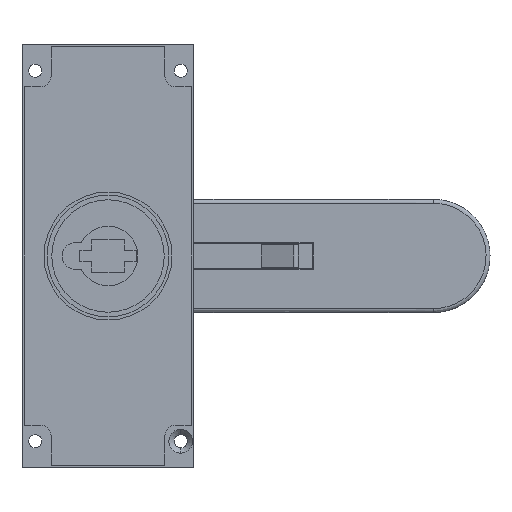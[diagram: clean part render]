
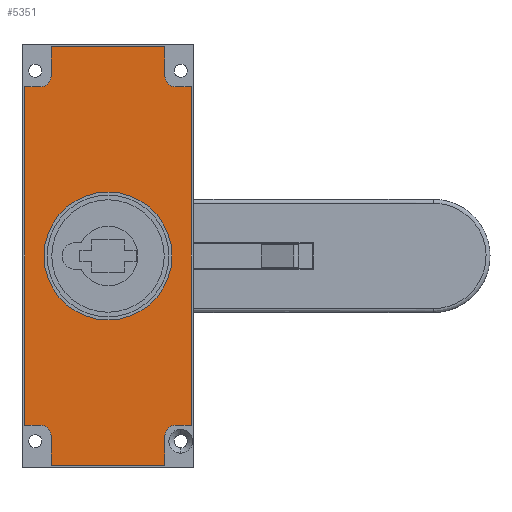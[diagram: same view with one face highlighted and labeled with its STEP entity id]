
A CAD part, front view. The second image highlights one B-rep face of the part: STEP entity #5351.
In plain terms, the highlighted planar face has unit normal (0, -1, 0).
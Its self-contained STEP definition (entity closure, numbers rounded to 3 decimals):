
#36 = VECTOR ( 'NONE', #9020, 1000. ) ;
#88 = ORIENTED_EDGE ( 'NONE', *, *, #7108, .F. ) ;
#148 = PLANE ( 'NONE',  #3325 ) ;
#257 = LINE ( 'NONE', #4062, #7115 ) ;
#292 = VERTEX_POINT ( 'NONE', #3401 ) ;
#309 = DIRECTION ( 'NONE',  ( 0., 0., -1. ) ) ;
#447 = AXIS2_PLACEMENT_3D ( 'NONE', #11944, #14436, #9613 ) ;
#545 = DIRECTION ( 'NONE',  ( 0., 0., 1. ) ) ;
#658 = CARTESIAN_POINT ( 'NONE',  ( 0., 7., 24.181 ) ) ;
#750 = DIRECTION ( 'NONE',  ( 0., -1., 0. ) ) ;
#752 = LINE ( 'NONE', #3257, #9254 ) ;
#929 = AXIS2_PLACEMENT_3D ( 'NONE', #8531, #14206, #1873 ) ;
#978 = ORIENTED_EDGE ( 'NONE', *, *, #4870, .T. ) ;
#1173 = ORIENTED_EDGE ( 'NONE', *, *, #9913, .F. ) ;
#1445 = AXIS2_PLACEMENT_3D ( 'NONE', #5571, #6744, #14709 ) ;
#1660 = DIRECTION ( 'NONE',  ( 0., 0., 1. ) ) ;
#1768 = EDGE_CURVE ( 'NONE', #2463, #11202, #1812, .T. ) ;
#1812 = LINE ( 'NONE', #13840, #36 ) ;
#1870 = LINE ( 'NONE', #8463, #6620 ) ;
#1873 = DIRECTION ( 'NONE',  ( 0., 0., -1. ) ) ;
#2080 = DIRECTION ( 'NONE',  ( 0., 0., 1. ) ) ;
#2104 = VECTOR ( 'NONE', #5432, 1000. ) ;
#2137 = CIRCLE ( 'NONE', #14011, 24.181 ) ;
#2180 = DIRECTION ( 'NONE',  ( 0., 0., -1. ) ) ;
#2212 = DIRECTION ( 'NONE',  ( 0., -1., 0. ) ) ;
#2386 = FACE_OUTER_BOUND ( 'NONE', #3892, .T. ) ;
#2463 = VERTEX_POINT ( 'NONE', #13173 ) ;
#3006 = VECTOR ( 'NONE', #2180, 1000. ) ;
#3081 = VERTEX_POINT ( 'NONE', #7941 ) ;
#3129 = DIRECTION ( 'NONE',  ( 0., 0., -1. ) ) ;
#3216 = CARTESIAN_POINT ( 'NONE',  ( -25.5, 7., -64. ) ) ;
#3257 = CARTESIAN_POINT ( 'NONE',  ( -31.5, 7., 64. ) ) ;
#3302 = CARTESIAN_POINT ( 'NONE',  ( 25.5, 7., -68. ) ) ;
#3325 = AXIS2_PLACEMENT_3D ( 'NONE', #11589, #7194, #9597 ) ;
#3401 = CARTESIAN_POINT ( 'NONE',  ( 21.5, 7., -79. ) ) ;
#3492 = CARTESIAN_POINT ( 'NONE',  ( 21.5, 7., 68. ) ) ;
#3536 = VERTEX_POINT ( 'NONE', #9329 ) ;
#3570 = EDGE_CURVE ( 'NONE', #9145, #8929, #10022, .T. ) ;
#3653 = VERTEX_POINT ( 'NONE', #6030 ) ;
#3756 = EDGE_CURVE ( 'NONE', #3536, #9145, #1870, .T. ) ;
#3783 = ORIENTED_EDGE ( 'NONE', *, *, #8969, .F. ) ;
#3804 = AXIS2_PLACEMENT_3D ( 'NONE', #3302, #2212, #11150 ) ;
#3866 = VERTEX_POINT ( 'NONE', #658 ) ;
#3892 = EDGE_LOOP ( 'NONE', ( #88, #8247, #5652, #12954, #4627, #7058, #1173, #3783, #4847, #978, #12477, #5711, #9452, #12452, #12602, #6018 ) ) ;
#3904 = CARTESIAN_POINT ( 'NONE',  ( -21.5, 7., 68. ) ) ;
#4062 = CARTESIAN_POINT ( 'NONE',  ( 31.5, 7., 0. ) ) ;
#4445 = AXIS2_PLACEMENT_3D ( 'NONE', #5847, #12760, #309 ) ;
#4627 = ORIENTED_EDGE ( 'NONE', *, *, #3756, .F. ) ;
#4676 = EDGE_CURVE ( 'NONE', #11355, #12349, #11636, .T. ) ;
#4698 = EDGE_CURVE ( 'NONE', #5270, #11683, #13098, .T. ) ;
#4847 = ORIENTED_EDGE ( 'NONE', *, *, #12300, .F. ) ;
#4870 = EDGE_CURVE ( 'NONE', #3653, #12349, #257, .T. ) ;
#4941 = VECTOR ( 'NONE', #7647, 1000. ) ;
#5219 = EDGE_CURVE ( 'NONE', #11202, #11355, #5572, .T. ) ;
#5270 = VERTEX_POINT ( 'NONE', #10268 ) ;
#5351 = ADVANCED_FACE ( 'NONE', ( #2386, #8028 ), #148, .F. ) ;
#5432 = DIRECTION ( 'NONE',  ( 1., 0., 0. ) ) ;
#5571 = CARTESIAN_POINT ( 'NONE',  ( 0., 7., 0. ) ) ;
#5572 = CIRCLE ( 'NONE', #447, 4. ) ;
#5652 = ORIENTED_EDGE ( 'NONE', *, *, #9817, .F. ) ;
#5711 = ORIENTED_EDGE ( 'NONE', *, *, #5219, .F. ) ;
#5835 = CIRCLE ( 'NONE', #3804, 4. ) ;
#5847 = CARTESIAN_POINT ( 'NONE',  ( -25.5, 7., -68. ) ) ;
#6004 = CARTESIAN_POINT ( 'NONE',  ( -31.5, 7., 64. ) ) ;
#6018 = ORIENTED_EDGE ( 'NONE', *, *, #6892, .F. ) ;
#6030 = CARTESIAN_POINT ( 'NONE',  ( 31.5, 7., -64. ) ) ;
#6257 = VECTOR ( 'NONE', #1660, 1000. ) ;
#6453 = CARTESIAN_POINT ( 'NONE',  ( -31.5, 7., 0. ) ) ;
#6483 = ORIENTED_EDGE ( 'NONE', *, *, #9245, .F. ) ;
#6620 = VECTOR ( 'NONE', #545, 1000. ) ;
#6744 = DIRECTION ( 'NONE',  ( 0., -1., 0. ) ) ;
#6820 = VERTEX_POINT ( 'NONE', #6004 ) ;
#6892 = EDGE_CURVE ( 'NONE', #9350, #5270, #7460, .T. ) ;
#6923 = CARTESIAN_POINT ( 'NONE',  ( -21.5, 7., 79. ) ) ;
#7058 = ORIENTED_EDGE ( 'NONE', *, *, #10605, .T. ) ;
#7108 = EDGE_CURVE ( 'NONE', #6820, #9350, #752, .T. ) ;
#7115 = VECTOR ( 'NONE', #2080, 1000. ) ;
#7194 = DIRECTION ( 'NONE',  ( 0., 1., 0. ) ) ;
#7431 = CARTESIAN_POINT ( 'NONE',  ( 0., 7., -24.181 ) ) ;
#7460 = CIRCLE ( 'NONE', #929, 4. ) ;
#7497 = VERTEX_POINT ( 'NONE', #14186 ) ;
#7647 = DIRECTION ( 'NONE',  ( -1., 0., 0. ) ) ;
#7941 = CARTESIAN_POINT ( 'NONE',  ( -31.5, 7., -64. ) ) ;
#7968 = VERTEX_POINT ( 'NONE', #7431 ) ;
#8028 = FACE_BOUND ( 'NONE', #9426, .T. ) ;
#8247 = ORIENTED_EDGE ( 'NONE', *, *, #9382, .T. ) ;
#8405 = CARTESIAN_POINT ( 'NONE',  ( 25.5, 7., -64. ) ) ;
#8463 = CARTESIAN_POINT ( 'NONE',  ( -21.5, 7., -79. ) ) ;
#8531 = CARTESIAN_POINT ( 'NONE',  ( -25.5, 7., 68. ) ) ;
#8615 = CARTESIAN_POINT ( 'NONE',  ( 0., 7., 0. ) ) ;
#8617 = LINE ( 'NONE', #13633, #12226 ) ;
#8739 = CARTESIAN_POINT ( 'NONE',  ( -25.5, 7., -64. ) ) ;
#8929 = VERTEX_POINT ( 'NONE', #8739 ) ;
#8969 = EDGE_CURVE ( 'NONE', #7497, #10044, #5835, .T. ) ;
#9020 = DIRECTION ( 'NONE',  ( 0., 0., -1. ) ) ;
#9092 = LINE ( 'NONE', #8405, #14659 ) ;
#9145 = VERTEX_POINT ( 'NONE', #13703 ) ;
#9174 = LINE ( 'NONE', #9998, #2104 ) ;
#9245 = EDGE_CURVE ( 'NONE', #7968, #3866, #2137, .T. ) ;
#9254 = VECTOR ( 'NONE', #11159, 1000. ) ;
#9329 = CARTESIAN_POINT ( 'NONE',  ( -21.5, 7., -79. ) ) ;
#9350 = VERTEX_POINT ( 'NONE', #11030 ) ;
#9382 = EDGE_CURVE ( 'NONE', #6820, #3081, #14054, .T. ) ;
#9426 = EDGE_LOOP ( 'NONE', ( #12291, #6483 ) ) ;
#9452 = ORIENTED_EDGE ( 'NONE', *, *, #1768, .F. ) ;
#9555 = DIRECTION ( 'NONE',  ( 0., 0., 1. ) ) ;
#9596 = CARTESIAN_POINT ( 'NONE',  ( 25.5, 7., 64. ) ) ;
#9597 = DIRECTION ( 'NONE',  ( 0., 0., 1. ) ) ;
#9613 = DIRECTION ( 'NONE',  ( 0., 0., -1. ) ) ;
#9817 = EDGE_CURVE ( 'NONE', #8929, #3081, #14755, .T. ) ;
#9913 = EDGE_CURVE ( 'NONE', #10044, #292, #11884, .T. ) ;
#9998 = CARTESIAN_POINT ( 'NONE',  ( 0., 7., -79. ) ) ;
#10022 = CIRCLE ( 'NONE', #4445, 4. ) ;
#10044 = VERTEX_POINT ( 'NONE', #10238 ) ;
#10099 = VECTOR ( 'NONE', #3129, 1000. ) ;
#10110 = DIRECTION ( 'NONE',  ( -1., 0., 0. ) ) ;
#10238 = CARTESIAN_POINT ( 'NONE',  ( 21.5, 7., -68. ) ) ;
#10268 = CARTESIAN_POINT ( 'NONE',  ( -21.5, 7., 68. ) ) ;
#10605 = EDGE_CURVE ( 'NONE', #3536, #292, #9174, .T. ) ;
#11030 = CARTESIAN_POINT ( 'NONE',  ( -25.5, 7., 64. ) ) ;
#11150 = DIRECTION ( 'NONE',  ( 0., 0., 1. ) ) ;
#11159 = DIRECTION ( 'NONE',  ( 1., 0., 0. ) ) ;
#11202 = VERTEX_POINT ( 'NONE', #3492 ) ;
#11232 = CIRCLE ( 'NONE', #1445, 24.181 ) ;
#11355 = VERTEX_POINT ( 'NONE', #9596 ) ;
#11589 = CARTESIAN_POINT ( 'NONE',  ( 0., 7., 0. ) ) ;
#11636 = LINE ( 'NONE', #13072, #14320 ) ;
#11683 = VERTEX_POINT ( 'NONE', #6923 ) ;
#11884 = LINE ( 'NONE', #12320, #3006 ) ;
#11915 = DIRECTION ( 'NONE',  ( 1., 0., 0. ) ) ;
#11944 = CARTESIAN_POINT ( 'NONE',  ( 25.5, 7., 68. ) ) ;
#12226 = VECTOR ( 'NONE', #10110, 1000. ) ;
#12291 = ORIENTED_EDGE ( 'NONE', *, *, #13185, .F. ) ;
#12300 = EDGE_CURVE ( 'NONE', #3653, #7497, #9092, .T. ) ;
#12320 = CARTESIAN_POINT ( 'NONE',  ( 21.5, 7., -79. ) ) ;
#12349 = VERTEX_POINT ( 'NONE', #13394 ) ;
#12452 = ORIENTED_EDGE ( 'NONE', *, *, #14304, .T. ) ;
#12477 = ORIENTED_EDGE ( 'NONE', *, *, #4676, .F. ) ;
#12602 = ORIENTED_EDGE ( 'NONE', *, *, #4698, .F. ) ;
#12760 = DIRECTION ( 'NONE',  ( 0., -1., 0. ) ) ;
#12954 = ORIENTED_EDGE ( 'NONE', *, *, #3570, .F. ) ;
#13072 = CARTESIAN_POINT ( 'NONE',  ( 25.5, 7., 64. ) ) ;
#13098 = LINE ( 'NONE', #3904, #6257 ) ;
#13173 = CARTESIAN_POINT ( 'NONE',  ( 21.5, 7., 79. ) ) ;
#13185 = EDGE_CURVE ( 'NONE', #3866, #7968, #11232, .T. ) ;
#13394 = CARTESIAN_POINT ( 'NONE',  ( 31.5, 7., 64. ) ) ;
#13633 = CARTESIAN_POINT ( 'NONE',  ( 0., 7., 79. ) ) ;
#13703 = CARTESIAN_POINT ( 'NONE',  ( -21.5, 7., -68. ) ) ;
#13840 = CARTESIAN_POINT ( 'NONE',  ( 21.5, 7., 79. ) ) ;
#14011 = AXIS2_PLACEMENT_3D ( 'NONE', #8615, #750, #9555 ) ;
#14054 = LINE ( 'NONE', #6453, #10099 ) ;
#14186 = CARTESIAN_POINT ( 'NONE',  ( 25.5, 7., -64. ) ) ;
#14206 = DIRECTION ( 'NONE',  ( 0., -1., 0. ) ) ;
#14280 = DIRECTION ( 'NONE',  ( -1., 0., 0. ) ) ;
#14304 = EDGE_CURVE ( 'NONE', #2463, #11683, #8617, .T. ) ;
#14320 = VECTOR ( 'NONE', #11915, 1000. ) ;
#14436 = DIRECTION ( 'NONE',  ( 0., -1., 0. ) ) ;
#14659 = VECTOR ( 'NONE', #14280, 1000. ) ;
#14709 = DIRECTION ( 'NONE',  ( 0., 0., 1. ) ) ;
#14755 = LINE ( 'NONE', #3216, #4941 ) ;
